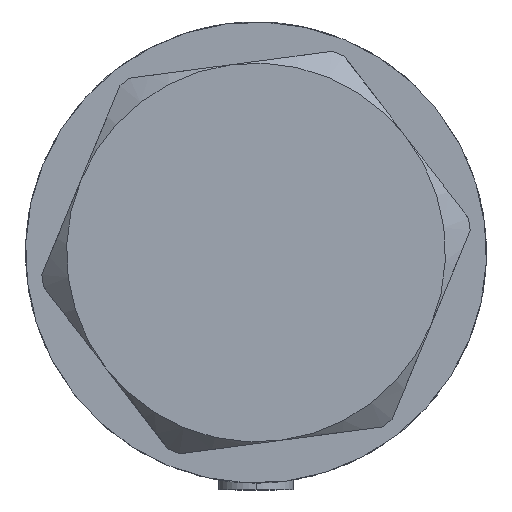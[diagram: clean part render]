
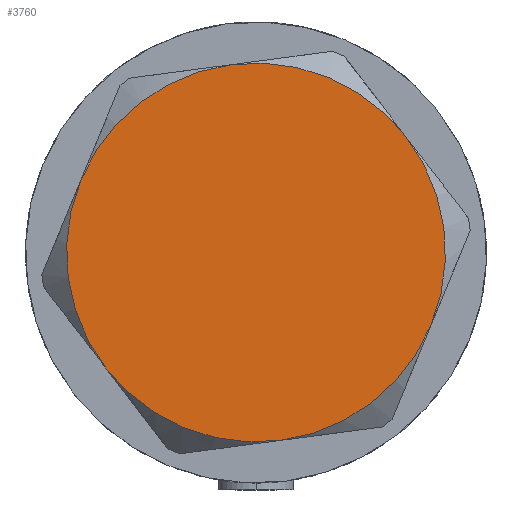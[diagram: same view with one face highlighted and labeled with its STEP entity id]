
A CAD part, left-side view. The second image highlights one B-rep face of the part: STEP entity #3760.
In plain terms, the highlighted face is planar.
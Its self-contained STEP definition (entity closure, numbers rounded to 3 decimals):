
#61 = CIRCLE ( 'NONE', #376, 30. ) ;
#376 = AXIS2_PLACEMENT_3D ( 'NONE', #1231, #446, #4516 ) ;
#446 = DIRECTION ( 'NONE',  ( 0., 0., 1. ) ) ;
#473 = DIRECTION ( 'NONE',  ( 1., 0., 0. ) ) ;
#762 = AXIS2_PLACEMENT_3D ( 'NONE', #3261, #2512, #2157 ) ;
#771 = DIRECTION ( 'NONE',  ( 0., 0., 1. ) ) ;
#776 = CIRCLE ( 'NONE', #1553, 30. ) ;
#856 = CARTESIAN_POINT ( 'NONE',  ( -15., -25.981, 14.5 ) ) ;
#867 = VERTEX_POINT ( 'NONE', #4408 ) ;
#914 = AXIS2_PLACEMENT_3D ( 'NONE', #1941, #1315, #1285 ) ;
#1106 = DIRECTION ( 'NONE',  ( 0., 0., 1. ) ) ;
#1231 = CARTESIAN_POINT ( 'NONE',  ( 0., 0., 14.5 ) ) ;
#1233 = EDGE_CURVE ( 'NONE', #3171, #1571, #4675, .T. ) ;
#1285 = DIRECTION ( 'NONE',  ( 1., 0., 0. ) ) ;
#1315 = DIRECTION ( 'NONE',  ( 0., 0., 1. ) ) ;
#1384 = DIRECTION ( 'NONE',  ( 1., 0., 0. ) ) ;
#1481 = ORIENTED_EDGE ( 'NONE', *, *, #1233, .T. ) ;
#1524 = CARTESIAN_POINT ( 'NONE',  ( 0., 0., 14.5 ) ) ;
#1553 = AXIS2_PLACEMENT_3D ( 'NONE', #1855, #1106, #4065 ) ;
#1571 = VERTEX_POINT ( 'NONE', #856 ) ;
#1579 = VERTEX_POINT ( 'NONE', #3702 ) ;
#1690 = AXIS2_PLACEMENT_3D ( 'NONE', #2090, #3569, #1384 ) ;
#1855 = CARTESIAN_POINT ( 'NONE',  ( 0., 0., 14.5 ) ) ;
#1941 = CARTESIAN_POINT ( 'NONE',  ( 0., 0., 14.5 ) ) ;
#2090 = CARTESIAN_POINT ( 'NONE',  ( 0., 0., 14.5 ) ) ;
#2102 = DIRECTION ( 'NONE',  ( 0., 0., 1. ) ) ;
#2157 = DIRECTION ( 'NONE',  ( 1., 0., 0. ) ) ;
#2227 = CIRCLE ( 'NONE', #1690, 30. ) ;
#2437 = AXIS2_PLACEMENT_3D ( 'NONE', #2537, #2102, #4014 ) ;
#2444 = CARTESIAN_POINT ( 'NONE',  ( -15., 25.981, 14.5 ) ) ;
#2455 = EDGE_LOOP ( 'NONE', ( #2717, #3879, #2702, #3934, #1481, #2971 ) ) ;
#2493 = CARTESIAN_POINT ( 'NONE',  ( 15., -25.981, 14.5 ) ) ;
#2512 = DIRECTION ( 'NONE',  ( 0., 0., 1. ) ) ;
#2537 = CARTESIAN_POINT ( 'NONE',  ( 0., 0., 14.5 ) ) ;
#2702 = ORIENTED_EDGE ( 'NONE', *, *, #4144, .T. ) ;
#2717 = ORIENTED_EDGE ( 'NONE', *, *, #3054, .T. ) ;
#2811 = EDGE_CURVE ( 'NONE', #4385, #3171, #61, .T. ) ;
#2916 = AXIS2_PLACEMENT_3D ( 'NONE', #1524, #771, #473 ) ;
#2971 = ORIENTED_EDGE ( 'NONE', *, *, #4415, .T. ) ;
#3004 = CARTESIAN_POINT ( 'NONE',  ( -30., 0., 14.5 ) ) ;
#3054 = EDGE_CURVE ( 'NONE', #4155, #867, #3899, .T. ) ;
#3171 = VERTEX_POINT ( 'NONE', #3004 ) ;
#3261 = CARTESIAN_POINT ( 'NONE',  ( 0., 0., 14.5 ) ) ;
#3485 = FACE_OUTER_BOUND ( 'NONE', #2455, .T. ) ;
#3569 = DIRECTION ( 'NONE',  ( 0., 0., 1. ) ) ;
#3702 = CARTESIAN_POINT ( 'NONE',  ( 15., 25.981, 14.5 ) ) ;
#3760 = ADVANCED_FACE ( 'NONE', ( #3485 ), #4575, .T. ) ;
#3879 = ORIENTED_EDGE ( 'NONE', *, *, #4431, .T. ) ;
#3899 = CIRCLE ( 'NONE', #2437, 30. ) ;
#3934 = ORIENTED_EDGE ( 'NONE', *, *, #2811, .T. ) ;
#4014 = DIRECTION ( 'NONE',  ( 1., 0., 0. ) ) ;
#4065 = DIRECTION ( 'NONE',  ( 1., 0., 0. ) ) ;
#4144 = EDGE_CURVE ( 'NONE', #1579, #4385, #2227, .T. ) ;
#4155 = VERTEX_POINT ( 'NONE', #2493 ) ;
#4236 = CIRCLE ( 'NONE', #2916, 30. ) ;
#4385 = VERTEX_POINT ( 'NONE', #2444 ) ;
#4408 = CARTESIAN_POINT ( 'NONE',  ( 30., 0., 14.5 ) ) ;
#4415 = EDGE_CURVE ( 'NONE', #1571, #4155, #776, .T. ) ;
#4431 = EDGE_CURVE ( 'NONE', #867, #1579, #4236, .T. ) ;
#4516 = DIRECTION ( 'NONE',  ( 1., 0., 0. ) ) ;
#4575 = PLANE ( 'NONE',  #914 ) ;
#4675 = CIRCLE ( 'NONE', #762, 30. ) ;
